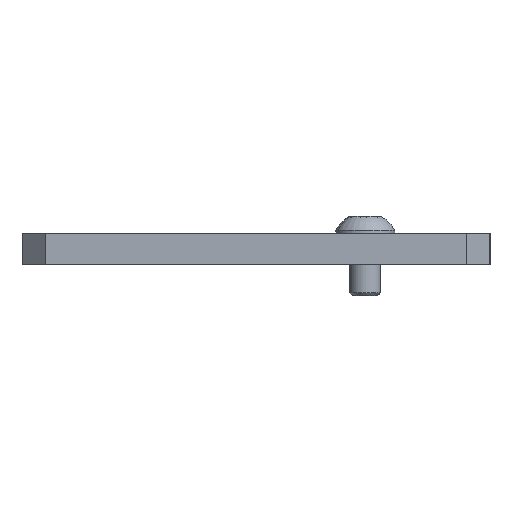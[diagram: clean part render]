
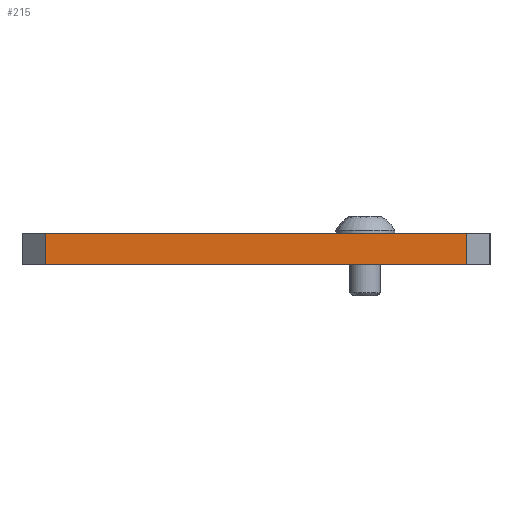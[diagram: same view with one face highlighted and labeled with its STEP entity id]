
A CAD part, left-side view. The second image highlights one B-rep face of the part: STEP entity #215.
In plain terms, the highlighted planar face has unit normal (-1, 0, 0).
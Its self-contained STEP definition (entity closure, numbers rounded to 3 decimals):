
#65 = CARTESIAN_POINT ( 'NONE',  ( -85., 27., 4. ) ) ;
#88 = LINE ( 'NONE', #1362, #985 ) ;
#111 = LINE ( 'NONE', #65, #824 ) ;
#181 = DIRECTION ( 'NONE',  ( 0., 0., 1. ) ) ;
#215 = ADVANCED_FACE ( 'NONE', ( #1318 ), #1624, .F. ) ;
#447 = VECTOR ( 'NONE', #1620, 1000. ) ;
#483 = EDGE_CURVE ( 'NONE', #1144, #881, #794, .T. ) ;
#503 = CARTESIAN_POINT ( 'NONE',  ( -85., 27., 0. ) ) ;
#530 = CARTESIAN_POINT ( 'NONE',  ( -85., 30., 4. ) ) ;
#650 = AXIS2_PLACEMENT_3D ( 'NONE', #530, #1473, #1713 ) ;
#671 = VERTEX_POINT ( 'NONE', #1439 ) ;
#715 = VERTEX_POINT ( 'NONE', #503 ) ;
#775 = CARTESIAN_POINT ( 'NONE',  ( -85., 30., 4. ) ) ;
#794 = LINE ( 'NONE', #775, #447 ) ;
#802 = EDGE_CURVE ( 'NONE', #715, #671, #88, .T. ) ;
#809 = LINE ( 'NONE', #1406, #1572 ) ;
#824 = VECTOR ( 'NONE', #1715, 1000. ) ;
#881 = VERTEX_POINT ( 'NONE', #1756 ) ;
#921 = DIRECTION ( 'NONE',  ( 0., -1., 0. ) ) ;
#985 = VECTOR ( 'NONE', #921, 1000. ) ;
#1116 = EDGE_LOOP ( 'NONE', ( #1222, #1381, #1404, #1422 ) ) ;
#1144 = VERTEX_POINT ( 'NONE', #1234 ) ;
#1222 = ORIENTED_EDGE ( 'NONE', *, *, #483, .F. ) ;
#1234 = CARTESIAN_POINT ( 'NONE',  ( -85., 27., 4. ) ) ;
#1246 = EDGE_CURVE ( 'NONE', #1144, #715, #111, .T. ) ;
#1318 = FACE_OUTER_BOUND ( 'NONE', #1116, .T. ) ;
#1362 = CARTESIAN_POINT ( 'NONE',  ( -85., 30., 0. ) ) ;
#1381 = ORIENTED_EDGE ( 'NONE', *, *, #1246, .T. ) ;
#1404 = ORIENTED_EDGE ( 'NONE', *, *, #802, .T. ) ;
#1406 = CARTESIAN_POINT ( 'NONE',  ( -85., -27., 4. ) ) ;
#1422 = ORIENTED_EDGE ( 'NONE', *, *, #1755, .T. ) ;
#1439 = CARTESIAN_POINT ( 'NONE',  ( -85., -27., 0. ) ) ;
#1473 = DIRECTION ( 'NONE',  ( 1., 0., 0. ) ) ;
#1572 = VECTOR ( 'NONE', #181, 1000. ) ;
#1620 = DIRECTION ( 'NONE',  ( 0., -1., 0. ) ) ;
#1624 = PLANE ( 'NONE',  #650 ) ;
#1713 = DIRECTION ( 'NONE',  ( 0., 1., 0. ) ) ;
#1715 = DIRECTION ( 'NONE',  ( 0., 0., -1. ) ) ;
#1755 = EDGE_CURVE ( 'NONE', #671, #881, #809, .T. ) ;
#1756 = CARTESIAN_POINT ( 'NONE',  ( -85., -27., 4. ) ) ;
